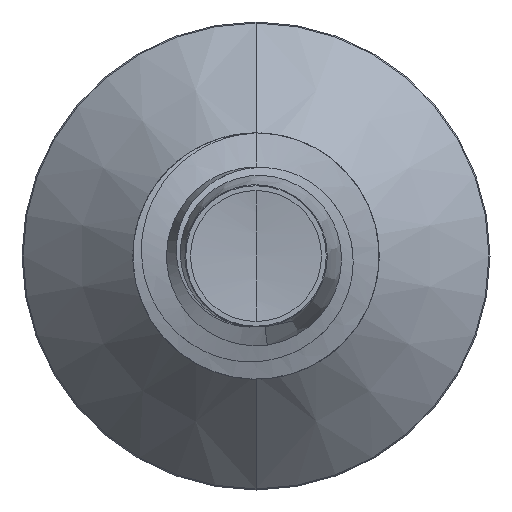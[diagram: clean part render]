
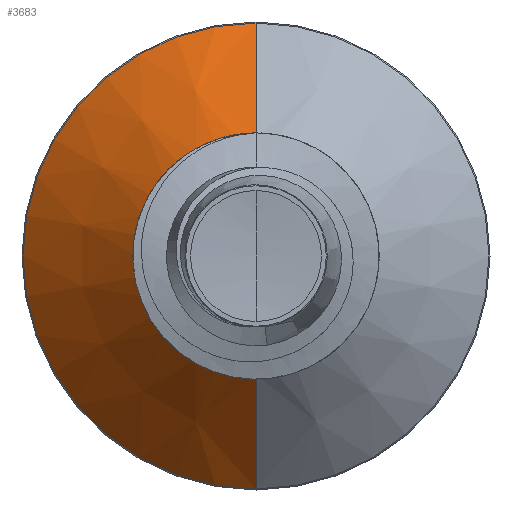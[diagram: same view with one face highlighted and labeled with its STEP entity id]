
A CAD part, front view. The second image highlights one B-rep face of the part: STEP entity #3683.
In plain terms, the highlighted conical face has half-angle 45 degrees and reference radius 0.97 mm.
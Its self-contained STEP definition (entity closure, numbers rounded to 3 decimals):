
#636 = VERTEX_POINT ( 'NONE', #8614 ) ;
#711 = DIRECTION ( 'NONE',  ( 0., 0.707, 0.707 ) ) ;
#728 = CARTESIAN_POINT ( 'NONE',  ( 0., 2.72, 0.97 ) ) ;
#732 = VERTEX_POINT ( 'NONE', #9304 ) ;
#915 = ORIENTED_EDGE ( 'NONE', *, *, #6412, .F. ) ;
#938 = CONICAL_SURFACE ( 'NONE', #7100, 0.97, 0.785 ) ;
#1234 = DIRECTION ( 'NONE',  ( 0., 0., 1. ) ) ;
#1272 = DIRECTION ( 'NONE',  ( 0., 1., 0. ) ) ;
#1275 = CARTESIAN_POINT ( 'NONE',  ( 0., 2.72, 0. ) ) ;
#1734 = AXIS2_PLACEMENT_3D ( 'NONE', #8836, #5257, #9268 ) ;
#2234 = DIRECTION ( 'NONE',  ( 0., 0., 1. ) ) ;
#2253 = ORIENTED_EDGE ( 'NONE', *, *, #8519, .T. ) ;
#2262 = DIRECTION ( 'NONE',  ( 0., 1., 0. ) ) ;
#2293 = CARTESIAN_POINT ( 'NONE',  ( 0., 2.72, 0. ) ) ;
#2534 = EDGE_LOOP ( 'NONE', ( #915, #2253, #2739, #3634 ) ) ;
#2739 = ORIENTED_EDGE ( 'NONE', *, *, #8092, .T. ) ;
#3048 = FACE_OUTER_BOUND ( 'NONE', #2534, .T. ) ;
#3246 = CARTESIAN_POINT ( 'NONE',  ( 0., 3.641, -1.891 ) ) ;
#3634 = ORIENTED_EDGE ( 'NONE', *, *, #8745, .F. ) ;
#3683 = ADVANCED_FACE ( 'NONE', ( #3048 ), #938, .T. ) ;
#4199 = CIRCLE ( 'NONE', #1734, 1.891 ) ;
#5257 = DIRECTION ( 'NONE',  ( 0., 1., 0. ) ) ;
#5336 = DIRECTION ( 'NONE',  ( 0., 0.707, -0.707 ) ) ;
#5353 = CARTESIAN_POINT ( 'NONE',  ( 0., 2.72, -0.97 ) ) ;
#5623 = CARTESIAN_POINT ( 'NONE',  ( 0., 3.641, 1.891 ) ) ;
#5901 = AXIS2_PLACEMENT_3D ( 'NONE', #1275, #1272, #1234 ) ;
#6116 = VERTEX_POINT ( 'NONE', #5623 ) ;
#6412 = EDGE_CURVE ( 'NONE', #732, #8146, #7016, .T. ) ;
#6925 = VECTOR ( 'NONE', #711, 1000. ) ;
#7016 = LINE ( 'NONE', #5353, #8422 ) ;
#7100 = AXIS2_PLACEMENT_3D ( 'NONE', #2293, #2262, #2234 ) ;
#7176 = CIRCLE ( 'NONE', #5901, 0.97 ) ;
#8092 = EDGE_CURVE ( 'NONE', #636, #6116, #8353, .T. ) ;
#8146 = VERTEX_POINT ( 'NONE', #3246 ) ;
#8353 = LINE ( 'NONE', #728, #6925 ) ;
#8422 = VECTOR ( 'NONE', #5336, 1000. ) ;
#8519 = EDGE_CURVE ( 'NONE', #732, #636, #7176, .T. ) ;
#8614 = CARTESIAN_POINT ( 'NONE',  ( 0., 2.72, 0.97 ) ) ;
#8745 = EDGE_CURVE ( 'NONE', #8146, #6116, #4199, .T. ) ;
#8836 = CARTESIAN_POINT ( 'NONE',  ( 0., 3.641, 0. ) ) ;
#9268 = DIRECTION ( 'NONE',  ( 0., 0., 1. ) ) ;
#9304 = CARTESIAN_POINT ( 'NONE',  ( 0., 2.72, -0.97 ) ) ;
